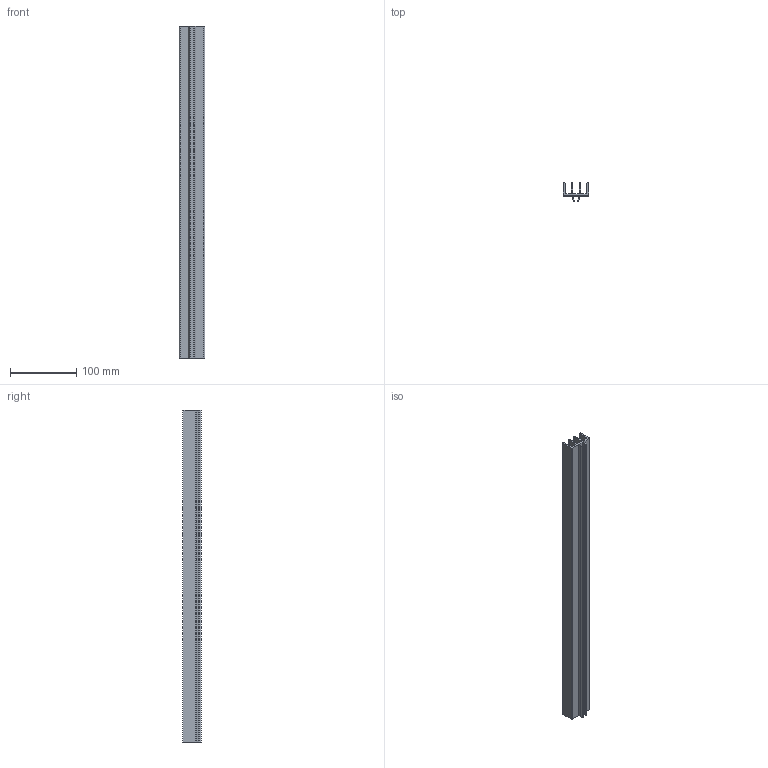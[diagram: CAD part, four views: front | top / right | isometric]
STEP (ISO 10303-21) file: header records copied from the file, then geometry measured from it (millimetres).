
FILE_DESCRIPTION (( 'STEP AP214' ), '1' );
FILE_NAME ('7.51.10.04.STEP', '2025-09-25T06:05:18', ( '' ), ( '' ), 'SwSTEP 2.0', 'SolidWorks 2021', '' );
FILE_SCHEMA (( 'AUTOMOTIVE_DESIGN' ));
Length unit declared in the file: millimetre
Products named in the file (1): 7.51.10.04
Bounding box: 38 x 27.75 x 500 mm (x, y, z)
Volume: 144883.1 mm3; surface area: 122279.9 mm2
Topology: 1 solids, 1 shells, 57 faces, 165 edges, 110 vertices
Faces by surface type: plane 36, cylinder 21
Entity records: 1915 total; most frequent: CARTESIAN_POINT 333, ORIENTED_EDGE 330, DIRECTION 323, EDGE_CURVE 165, VECTOR 123, LINE 123, VERTEX_POINT 110, AXIS2_PLACEMENT_3D 100
